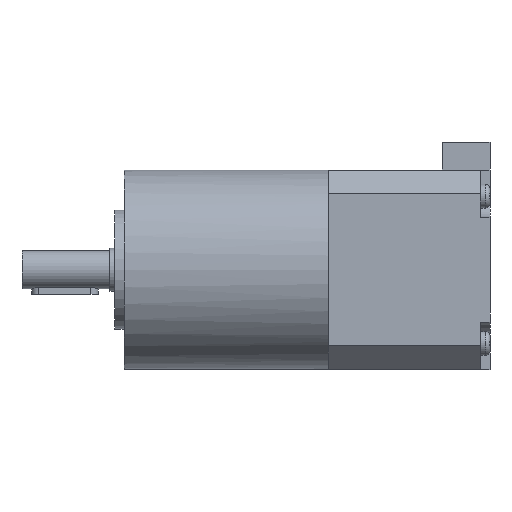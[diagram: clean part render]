
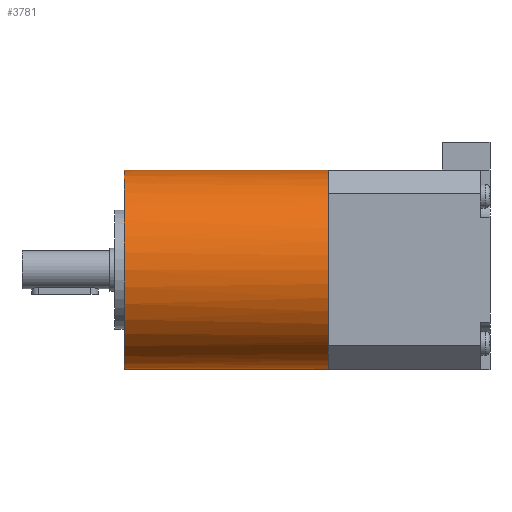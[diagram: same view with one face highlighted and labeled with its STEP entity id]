
A CAD part, left-side view. The second image highlights one B-rep face of the part: STEP entity #3781.
In plain terms, the highlighted cylindrical face has radius 21 mm (diameter 42 mm), a partial arc.
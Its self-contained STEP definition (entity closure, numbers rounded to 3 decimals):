
#54 = AXIS2_PLACEMENT_3D ( 'NONE', #4993, #1546, #4576 ) ;
#101 = ORIENTED_EDGE ( 'NONE', *, *, #2249, .T. ) ;
#124 = AXIS2_PLACEMENT_3D ( 'NONE', #789, #3836, #4912 ) ;
#225 = EDGE_CURVE ( 'NONE', #1098, #4826, #2811, .T. ) ;
#248 = EDGE_LOOP ( 'NONE', ( #1372, #695, #5196, #847, #4327, #1129, #2032, #541, #101 ) ) ;
#255 = VECTOR ( 'NONE', #1909, 1000. ) ;
#299 = CARTESIAN_POINT ( 'NONE',  ( -37.92, 77., 9.037 ) ) ;
#447 = CIRCLE ( 'NONE', #54, 21. ) ;
#541 = ORIENTED_EDGE ( 'NONE', *, *, #5319, .T. ) ;
#624 = AXIS2_PLACEMENT_3D ( 'NONE', #1461, #3170, #1883 ) ;
#658 = LINE ( 'NONE', #5268, #1796 ) ;
#671 = EDGE_CURVE ( 'NONE', #4472, #703, #2069, .T. ) ;
#695 = ORIENTED_EDGE ( 'NONE', *, *, #3907, .F. ) ;
#703 = VERTEX_POINT ( 'NONE', #2961 ) ;
#729 = CIRCLE ( 'NONE', #2369, 21. ) ;
#731 = DIRECTION ( 'NONE',  ( 0., 0., 1. ) ) ;
#789 = CARTESIAN_POINT ( 'NONE',  ( -37.92, 34., 9.037 ) ) ;
#803 = CARTESIAN_POINT ( 'NONE',  ( -37.92, 34., 9.037 ) ) ;
#847 = ORIENTED_EDGE ( 'NONE', *, *, #1708, .T. ) ;
#852 = EDGE_CURVE ( 'NONE', #1421, #4472, #3217, .T. ) ;
#992 = CARTESIAN_POINT ( 'NONE',  ( -37.92, 34., 9.037 ) ) ;
#1030 = DIRECTION ( 'NONE',  ( 0., 0., 1. ) ) ;
#1084 = VERTEX_POINT ( 'NONE', #3358 ) ;
#1098 = VERTEX_POINT ( 'NONE', #5080 ) ;
#1129 = ORIENTED_EDGE ( 'NONE', *, *, #852, .T. ) ;
#1216 = DIRECTION ( 'NONE',  ( 0., 0., 1. ) ) ;
#1300 = CARTESIAN_POINT ( 'NONE',  ( -37.92, 34., 9.037 ) ) ;
#1372 = ORIENTED_EDGE ( 'NONE', *, *, #4246, .F. ) ;
#1392 = DIRECTION ( 'NONE',  ( 0., 0., 1. ) ) ;
#1412 = DIRECTION ( 'NONE',  ( 0., 0., 1. ) ) ;
#1421 = VERTEX_POINT ( 'NONE', #2816 ) ;
#1461 = CARTESIAN_POINT ( 'NONE',  ( -37.92, 77., 9.037 ) ) ;
#1465 = CARTESIAN_POINT ( 'NONE',  ( -37.92, 34., 9.037 ) ) ;
#1514 = CARTESIAN_POINT ( 'NONE',  ( -51.704, 34., 24.881 ) ) ;
#1546 = DIRECTION ( 'NONE',  ( 0., 1., 0. ) ) ;
#1708 = EDGE_CURVE ( 'NONE', #4826, #3422, #447, .T. ) ;
#1796 = VECTOR ( 'NONE', #4848, 1000. ) ;
#1883 = DIRECTION ( 'NONE',  ( 0., 0., -1. ) ) ;
#1909 = DIRECTION ( 'NONE',  ( 0., -1., 0. ) ) ;
#1933 = DIRECTION ( 'NONE',  ( 0., 1., 0. ) ) ;
#2032 = ORIENTED_EDGE ( 'NONE', *, *, #671, .T. ) ;
#2069 = CIRCLE ( 'NONE', #3990, 21. ) ;
#2205 = AXIS2_PLACEMENT_3D ( 'NONE', #1465, #4065, #1030 ) ;
#2209 = EDGE_CURVE ( 'NONE', #3422, #1421, #3002, .T. ) ;
#2249 = EDGE_CURVE ( 'NONE', #2396, #3807, #3890, .T. ) ;
#2258 = CIRCLE ( 'NONE', #5281, 21. ) ;
#2369 = AXIS2_PLACEMENT_3D ( 'NONE', #299, #3308, #731 ) ;
#2396 = VERTEX_POINT ( 'NONE', #1514 ) ;
#2441 = CARTESIAN_POINT ( 'NONE',  ( -58.92, 34., 9.037 ) ) ;
#2796 = CARTESIAN_POINT ( 'NONE',  ( -37.92, 34., 30.037 ) ) ;
#2811 = LINE ( 'NONE', #4927, #255 ) ;
#2816 = CARTESIAN_POINT ( 'NONE',  ( -53.763, 34., -4.746 ) ) ;
#2961 = CARTESIAN_POINT ( 'NONE',  ( -53.763, 34., 22.821 ) ) ;
#3002 = CIRCLE ( 'NONE', #4846, 21. ) ;
#3170 = DIRECTION ( 'NONE',  ( 0., -1., 0. ) ) ;
#3217 = CIRCLE ( 'NONE', #2205, 21. ) ;
#3253 = CYLINDRICAL_SURFACE ( 'NONE', #624, 21. ) ;
#3308 = DIRECTION ( 'NONE',  ( 0., 1., 0. ) ) ;
#3358 = CARTESIAN_POINT ( 'NONE',  ( -37.92, 77., 30.037 ) ) ;
#3422 = VERTEX_POINT ( 'NONE', #4134 ) ;
#3781 = ADVANCED_FACE ( 'NONE', ( #5527 ), #3253, .T. ) ;
#3807 = VERTEX_POINT ( 'NONE', #2796 ) ;
#3821 = DIRECTION ( 'NONE',  ( 0., 1., 0. ) ) ;
#3836 = DIRECTION ( 'NONE',  ( 0., 1., 0. ) ) ;
#3890 = CIRCLE ( 'NONE', #124, 21. ) ;
#3907 = EDGE_CURVE ( 'NONE', #1098, #1084, #729, .T. ) ;
#3990 = AXIS2_PLACEMENT_3D ( 'NONE', #803, #3821, #1216 ) ;
#4017 = DIRECTION ( 'NONE',  ( 0., 1., 0. ) ) ;
#4065 = DIRECTION ( 'NONE',  ( 0., 1., 0. ) ) ;
#4082 = CARTESIAN_POINT ( 'NONE',  ( -37.92, 34., -11.963 ) ) ;
#4134 = CARTESIAN_POINT ( 'NONE',  ( -51.704, 34., -6.806 ) ) ;
#4246 = EDGE_CURVE ( 'NONE', #1084, #3807, #658, .T. ) ;
#4327 = ORIENTED_EDGE ( 'NONE', *, *, #2209, .T. ) ;
#4472 = VERTEX_POINT ( 'NONE', #2441 ) ;
#4576 = DIRECTION ( 'NONE',  ( 0., 0., 1. ) ) ;
#4826 = VERTEX_POINT ( 'NONE', #4082 ) ;
#4846 = AXIS2_PLACEMENT_3D ( 'NONE', #1300, #1933, #1392 ) ;
#4848 = DIRECTION ( 'NONE',  ( 0., -1., 0. ) ) ;
#4912 = DIRECTION ( 'NONE',  ( 0., 0., 1. ) ) ;
#4927 = CARTESIAN_POINT ( 'NONE',  ( -37.92, 77., -11.963 ) ) ;
#4993 = CARTESIAN_POINT ( 'NONE',  ( -37.92, 34., 9.037 ) ) ;
#5080 = CARTESIAN_POINT ( 'NONE',  ( -37.92, 77., -11.963 ) ) ;
#5196 = ORIENTED_EDGE ( 'NONE', *, *, #225, .T. ) ;
#5268 = CARTESIAN_POINT ( 'NONE',  ( -37.92, 77., 30.037 ) ) ;
#5281 = AXIS2_PLACEMENT_3D ( 'NONE', #992, #4017, #1412 ) ;
#5319 = EDGE_CURVE ( 'NONE', #703, #2396, #2258, .T. ) ;
#5527 = FACE_OUTER_BOUND ( 'NONE', #248, .T. ) ;
